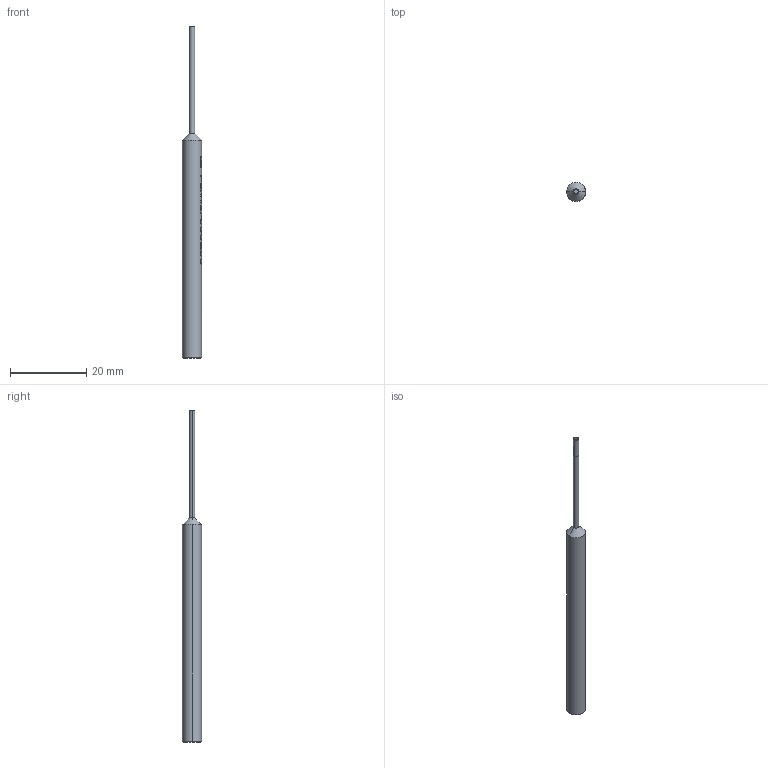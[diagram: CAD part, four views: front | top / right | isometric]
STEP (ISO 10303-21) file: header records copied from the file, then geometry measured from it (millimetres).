
FILE_DESCRIPTION (( 'STEP AP214' ), '1' );
FILE_NAME ('MOD-FEWZ-050E53.STEP', '2021-01-27T06:15:06', ( '' ), ( '' ), 'SwSTEP 2.0', 'SolidWorks 2020', '' );
FILE_SCHEMA (( 'AUTOMOTIVE_DESIGN' ));
Length unit declared in the file: millimetre
Products named in the file (1): MOD-FEWZ-050E53
Bounding box: 5 x 5 x 87.3 mm (x, y, z)
Volume: 1176.9 mm3; surface area: 1089.4 mm2
Topology: 1 solids, 1 shells, 217 faces, 630 edges, 418 vertices
Faces by surface type: plane 86, bspline 81, cylinder 46, cone 4
Entity records: 14903 total; most frequent: CARTESIAN_POINT 9888, ORIENTED_EDGE 1260, DIRECTION 706, EDGE_CURVE 630, VERTEX_POINT 418, B_SPLINE_CURVE_WITH_KNOTS 308, AXIS2_PLACEMENT_3D 247, EDGE_LOOP 220
